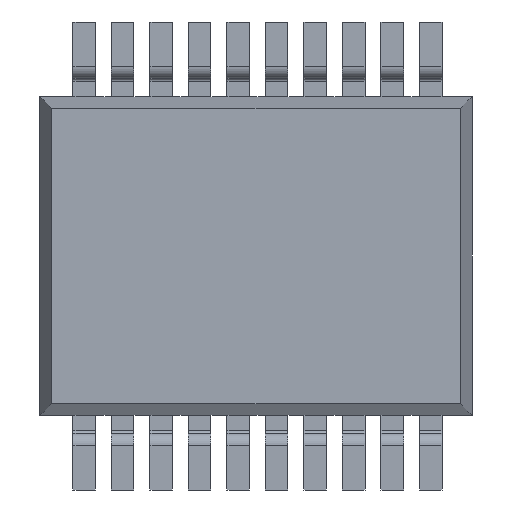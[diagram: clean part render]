
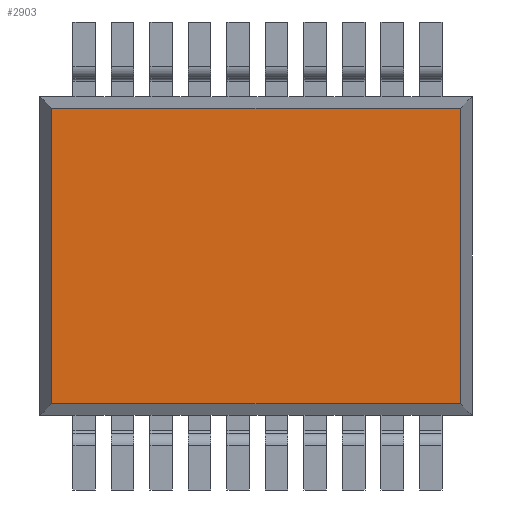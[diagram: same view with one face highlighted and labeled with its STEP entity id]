
A CAD part, front view. The second image highlights one B-rep face of the part: STEP entity #2903.
In plain terms, the highlighted planar face has unit normal (0, -1, 0).
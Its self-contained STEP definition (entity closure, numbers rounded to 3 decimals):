
#2845 = EDGE_LOOP ( 'NONE', ( #2846, #2960, #2963, #2966 ) ) ;
#2846 = ORIENTED_EDGE ( 'NONE', *, *, #2847, .T. ) ;
#2847 = EDGE_CURVE ( 'NONE', #2848, #2849, #11550, .T. ) ;
#2848 = VERTEX_POINT ( 'NONE', #11546 ) ;
#2849 = VERTEX_POINT ( 'NONE', #11545 ) ;
#2895 = EDGE_CURVE ( 'NONE', #2965, #2848, #11640, .T. ) ;
#2903 = ADVANCED_FACE ( 'NONE', ( #11685 ), #11683, .F. ) ;
#2960 = ORIENTED_EDGE ( 'NONE', *, *, #2961, .T. ) ;
#2961 = EDGE_CURVE ( 'NONE', #2849, #2962, #11776, .T. ) ;
#2962 = VERTEX_POINT ( 'NONE', #11767 ) ;
#2963 = ORIENTED_EDGE ( 'NONE', *, *, #2964, .T. ) ;
#2964 = EDGE_CURVE ( 'NONE', #2962, #2965, #11766, .T. ) ;
#2965 = VERTEX_POINT ( 'NONE', #11762 ) ;
#2966 = ORIENTED_EDGE ( 'NONE', *, *, #2895, .T. ) ;
#11545 = CARTESIAN_POINT ( 'NONE',  ( 3.45, 0., 2.49 ) ) ;
#11546 = CARTESIAN_POINT ( 'NONE',  ( 3.45, 0., -2.49 ) ) ;
#11547 = DIRECTION ( 'NONE',  ( 0., 0., 1. ) ) ;
#11548 = VECTOR ( 'NONE', #11547, 1000. ) ;
#11549 = CARTESIAN_POINT ( 'NONE',  ( 3.45, 0., 2.69 ) ) ;
#11550 = LINE ( 'NONE', #11549, #11548 ) ;
#11637 = DIRECTION ( 'NONE',  ( 1., 0., 0. ) ) ;
#11638 = VECTOR ( 'NONE', #11637, 1000. ) ;
#11639 = CARTESIAN_POINT ( 'NONE',  ( -3.65, 0., -2.49 ) ) ;
#11640 = LINE ( 'NONE', #11639, #11638 ) ;
#11679 = DIRECTION ( 'NONE',  ( 0., 0., 1. ) ) ;
#11680 = DIRECTION ( 'NONE',  ( 0., 1., 0. ) ) ;
#11681 = CARTESIAN_POINT ( 'NONE',  ( -3.65, 0., 2.69 ) ) ;
#11682 = AXIS2_PLACEMENT_3D ( 'NONE', #11681, #11680, #11679 ) ;
#11683 = PLANE ( 'NONE',  #11682 ) ;
#11685 = FACE_OUTER_BOUND ( 'NONE', #2845, .T. ) ;
#11762 = CARTESIAN_POINT ( 'NONE',  ( -3.45, 0., -2.49 ) ) ;
#11763 = DIRECTION ( 'NONE',  ( 0., 0., -1. ) ) ;
#11764 = VECTOR ( 'NONE', #11763, 1000. ) ;
#11765 = CARTESIAN_POINT ( 'NONE',  ( -3.45, 0., 2.69 ) ) ;
#11766 = LINE ( 'NONE', #11765, #11764 ) ;
#11767 = CARTESIAN_POINT ( 'NONE',  ( -3.45, 0., 2.49 ) ) ;
#11768 = DIRECTION ( 'NONE',  ( -1., 0., 0. ) ) ;
#11769 = VECTOR ( 'NONE', #11768, 1000. ) ;
#11770 = CARTESIAN_POINT ( 'NONE',  ( -3.65, 0., 2.49 ) ) ;
#11776 = LINE ( 'NONE', #11770, #11769 ) ;
